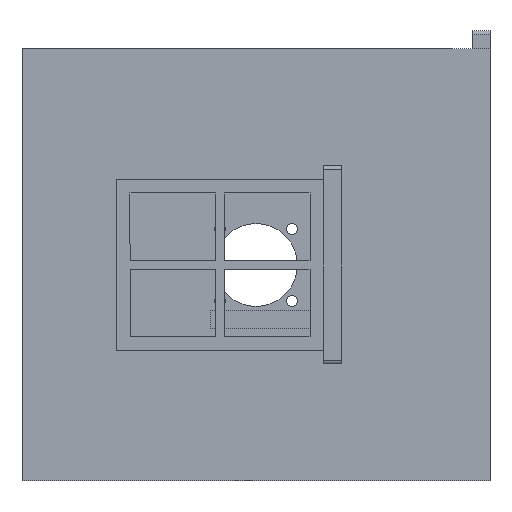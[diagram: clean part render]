
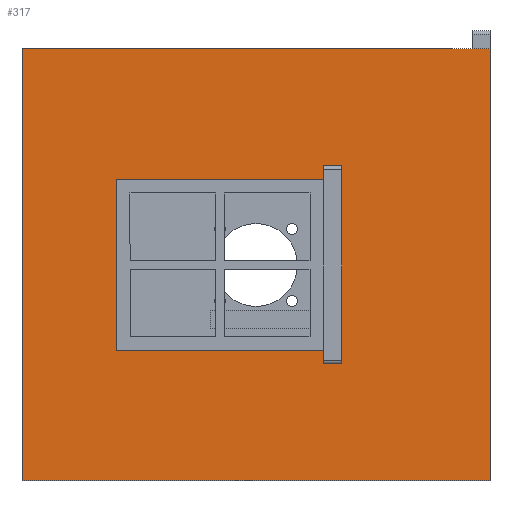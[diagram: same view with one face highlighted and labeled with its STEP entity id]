
A CAD part, left-side view. The second image highlights one B-rep face of the part: STEP entity #317.
In plain terms, the highlighted planar face has unit normal (-1, 0, 0).
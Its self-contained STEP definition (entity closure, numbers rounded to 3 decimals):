
#4 = FACE_OUTER_BOUND ( 'NONE', #2201, .T. ) ;
#51 = DIRECTION ( 'NONE',  ( 0., 0., -1. ) ) ;
#83 = CARTESIAN_POINT ( 'NONE',  ( -60., -83.75, 27.5 ) ) ;
#150 = EDGE_CURVE ( 'NONE', #160, #2636, #296, .T. ) ;
#160 = VERTEX_POINT ( 'NONE', #1287 ) ;
#210 = DIRECTION ( 'NONE',  ( 0., 0., -1. ) ) ;
#278 = EDGE_CURVE ( 'NONE', #1540, #2220, #625, .T. ) ;
#296 = LINE ( 'NONE', #2328, #794 ) ;
#298 = DIRECTION ( 'NONE',  ( 0., 0., 1. ) ) ;
#305 = DIRECTION ( 'NONE',  ( 0., 1., 0. ) ) ;
#317 = ADVANCED_FACE ( 'NONE', ( #716, #4 ), #2708, .T. ) ;
#338 = CARTESIAN_POINT ( 'NONE',  ( -60., -88.75, -27.5 ) ) ;
#361 = ORIENTED_EDGE ( 'NONE', *, *, #278, .F. ) ;
#386 = VECTOR ( 'NONE', #388, 1000. ) ;
#388 = DIRECTION ( 'NONE',  ( 0., 0., 1. ) ) ;
#391 = ORIENTED_EDGE ( 'NONE', *, *, #1827, .F. ) ;
#405 = VERTEX_POINT ( 'NONE', #2246 ) ;
#414 = EDGE_CURVE ( 'NONE', #405, #1090, #1489, .T. ) ;
#422 = CARTESIAN_POINT ( 'NONE',  ( -60., -26.25, -23.75 ) ) ;
#470 = EDGE_CURVE ( 'NONE', #2477, #2268, #2794, .T. ) ;
#491 = DIRECTION ( 'NONE',  ( 0., 1., 0. ) ) ;
#532 = EDGE_CURVE ( 'NONE', #2220, #405, #536, .T. ) ;
#536 = LINE ( 'NONE', #1301, #1267 ) ;
#558 = LINE ( 'NONE', #1560, #2572 ) ;
#585 = VECTOR ( 'NONE', #1484, 1000. ) ;
#619 = DIRECTION ( 'NONE',  ( 0., -1., 0. ) ) ;
#625 = LINE ( 'NONE', #1627, #1128 ) ;
#653 = CARTESIAN_POINT ( 'NONE',  ( -60., 0., 60. ) ) ;
#662 = CARTESIAN_POINT ( 'NONE',  ( -60., -130., -60. ) ) ;
#716 = FACE_BOUND ( 'NONE', #1558, .T. ) ;
#756 = CARTESIAN_POINT ( 'NONE',  ( -60., 0., -60. ) ) ;
#777 = CARTESIAN_POINT ( 'NONE',  ( -60., -130., 60. ) ) ;
#794 = VECTOR ( 'NONE', #3073, 1000. ) ;
#949 = VECTOR ( 'NONE', #1346, 1000. ) ;
#1004 = ORIENTED_EDGE ( 'NONE', *, *, #532, .F. ) ;
#1022 = ORIENTED_EDGE ( 'NONE', *, *, #470, .T. ) ;
#1029 = ORIENTED_EDGE ( 'NONE', *, *, #1640, .F. ) ;
#1051 = EDGE_CURVE ( 'NONE', #1073, #2292, #1399, .T. ) ;
#1073 = VERTEX_POINT ( 'NONE', #422 ) ;
#1074 = CARTESIAN_POINT ( 'NONE',  ( -60., -130., 60. ) ) ;
#1090 = VERTEX_POINT ( 'NONE', #2165 ) ;
#1128 = VECTOR ( 'NONE', #2622, 1000. ) ;
#1192 = LINE ( 'NONE', #1507, #585 ) ;
#1193 = VERTEX_POINT ( 'NONE', #756 ) ;
#1216 = CARTESIAN_POINT ( 'NONE',  ( -60., -130., 60. ) ) ;
#1267 = VECTOR ( 'NONE', #51, 1000. ) ;
#1274 = ORIENTED_EDGE ( 'NONE', *, *, #1051, .F. ) ;
#1287 = CARTESIAN_POINT ( 'NONE',  ( -60., -83.75, -27.5 ) ) ;
#1301 = CARTESIAN_POINT ( 'NONE',  ( -60., -83.75, -27.5 ) ) ;
#1346 = DIRECTION ( 'NONE',  ( 0., 0., 1. ) ) ;
#1395 = LINE ( 'NONE', #662, #1636 ) ;
#1399 = LINE ( 'NONE', #2662, #2878 ) ;
#1405 = EDGE_CURVE ( 'NONE', #2636, #1540, #2529, .T. ) ;
#1484 = DIRECTION ( 'NONE',  ( 0., 0., -1. ) ) ;
#1489 = LINE ( 'NONE', #1710, #2169 ) ;
#1507 = CARTESIAN_POINT ( 'NONE',  ( -60., -26.25, 23.75 ) ) ;
#1540 = VERTEX_POINT ( 'NONE', #1632 ) ;
#1541 = EDGE_CURVE ( 'NONE', #3216, #1193, #1395, .T. ) ;
#1558 = EDGE_LOOP ( 'NONE', ( #1004, #361, #2930, #2753, #391, #1274, #1029, #2946 ) ) ;
#1560 = CARTESIAN_POINT ( 'NONE',  ( -60., -83.75, -27.5 ) ) ;
#1627 = CARTESIAN_POINT ( 'NONE',  ( -60., -88.75, 27.5 ) ) ;
#1632 = CARTESIAN_POINT ( 'NONE',  ( -60., -88.75, 27.5 ) ) ;
#1636 = VECTOR ( 'NONE', #2629, 1000. ) ;
#1640 = EDGE_CURVE ( 'NONE', #1090, #1073, #1192, .T. ) ;
#1659 = CARTESIAN_POINT ( 'NONE',  ( -60., -83.75, -23.75 ) ) ;
#1710 = CARTESIAN_POINT ( 'NONE',  ( -60., -83.75, 23.75 ) ) ;
#1714 = ORIENTED_EDGE ( 'NONE', *, *, #1780, .T. ) ;
#1780 = EDGE_CURVE ( 'NONE', #3216, #2477, #2541, .T. ) ;
#1793 = CARTESIAN_POINT ( 'NONE',  ( -60., -130., -60. ) ) ;
#1827 = EDGE_CURVE ( 'NONE', #2292, #160, #558, .T. ) ;
#1931 = CARTESIAN_POINT ( 'NONE',  ( -60., -88.75, -27.5 ) ) ;
#1950 = VECTOR ( 'NONE', #298, 1000. ) ;
#1997 = AXIS2_PLACEMENT_3D ( 'NONE', #1216, #2683, #2916 ) ;
#2047 = ORIENTED_EDGE ( 'NONE', *, *, #2891, .F. ) ;
#2051 = ORIENTED_EDGE ( 'NONE', *, *, #1541, .F. ) ;
#2129 = LINE ( 'NONE', #3136, #386 ) ;
#2165 = CARTESIAN_POINT ( 'NONE',  ( -60., -26.25, 23.75 ) ) ;
#2169 = VECTOR ( 'NONE', #491, 1000. ) ;
#2201 = EDGE_LOOP ( 'NONE', ( #2047, #2051, #1714, #1022 ) ) ;
#2220 = VERTEX_POINT ( 'NONE', #83 ) ;
#2246 = CARTESIAN_POINT ( 'NONE',  ( -60., -83.75, 23.75 ) ) ;
#2268 = VERTEX_POINT ( 'NONE', #653 ) ;
#2292 = VERTEX_POINT ( 'NONE', #1659 ) ;
#2328 = CARTESIAN_POINT ( 'NONE',  ( -60., -88.75, -27.5 ) ) ;
#2412 = VECTOR ( 'NONE', #305, 1000. ) ;
#2477 = VERTEX_POINT ( 'NONE', #2735 ) ;
#2529 = LINE ( 'NONE', #338, #949 ) ;
#2541 = LINE ( 'NONE', #1074, #1950 ) ;
#2572 = VECTOR ( 'NONE', #210, 1000. ) ;
#2622 = DIRECTION ( 'NONE',  ( 0., 1., 0. ) ) ;
#2629 = DIRECTION ( 'NONE',  ( 0., 1., 0. ) ) ;
#2636 = VERTEX_POINT ( 'NONE', #1931 ) ;
#2662 = CARTESIAN_POINT ( 'NONE',  ( -60., -83.75, -23.75 ) ) ;
#2683 = DIRECTION ( 'NONE',  ( -1., 0., 0. ) ) ;
#2708 = PLANE ( 'NONE',  #1997 ) ;
#2735 = CARTESIAN_POINT ( 'NONE',  ( -60., -130., 60. ) ) ;
#2753 = ORIENTED_EDGE ( 'NONE', *, *, #150, .F. ) ;
#2794 = LINE ( 'NONE', #777, #2412 ) ;
#2878 = VECTOR ( 'NONE', #619, 1000. ) ;
#2891 = EDGE_CURVE ( 'NONE', #1193, #2268, #2129, .T. ) ;
#2916 = DIRECTION ( 'NONE',  ( 0., 0., 1. ) ) ;
#2930 = ORIENTED_EDGE ( 'NONE', *, *, #1405, .F. ) ;
#2946 = ORIENTED_EDGE ( 'NONE', *, *, #414, .F. ) ;
#3073 = DIRECTION ( 'NONE',  ( 0., -1., 0. ) ) ;
#3136 = CARTESIAN_POINT ( 'NONE',  ( -60., 0., 60. ) ) ;
#3216 = VERTEX_POINT ( 'NONE', #1793 ) ;
